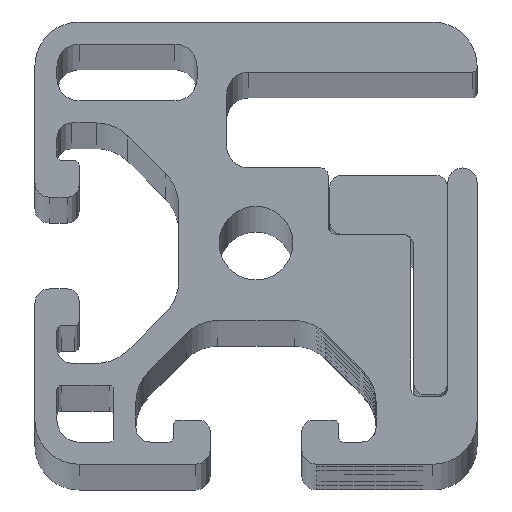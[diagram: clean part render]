
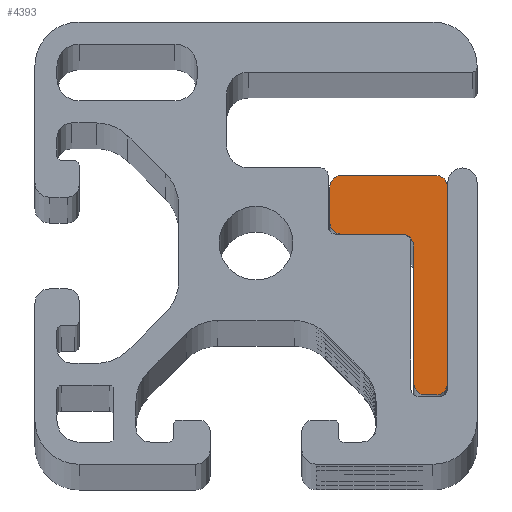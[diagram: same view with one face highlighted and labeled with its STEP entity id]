
A CAD part, top view. The second image highlights one B-rep face of the part: STEP entity #4393.
In plain terms, the highlighted planar face has unit normal (0, 0, 1).
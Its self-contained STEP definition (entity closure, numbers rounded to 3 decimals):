
#461=FACE_OUTER_BOUND('',#680,.T.);
#680=EDGE_LOOP('',(#4078,#4079,#4080,#4081,#4082,#4083,#4084,#4085,#4086,
#4087,#4088,#4089));
#860=CIRCLE('',#4827,0.8);
#862=CIRCLE('',#4831,0.8);
#864=CIRCLE('',#4835,0.8);
#866=CIRCLE('',#4839,0.8);
#868=CIRCLE('',#4843,0.8);
#870=CIRCLE('',#4847,0.8);
#1224=LINE('',#8103,#1599);
#1228=LINE('',#8115,#1603);
#1232=LINE('',#8127,#1607);
#1236=LINE('',#8139,#1611);
#1240=LINE('',#8151,#1615);
#1244=LINE('',#8163,#1619);
#1599=VECTOR('',#5965,10.);
#1603=VECTOR('',#5977,10.);
#1607=VECTOR('',#5989,10.);
#1611=VECTOR('',#6001,10.);
#1615=VECTOR('',#6013,10.);
#1619=VECTOR('',#6025,10.);
#2052=VERTEX_POINT('',#8100);
#2053=VERTEX_POINT('',#8102);
#2055=VERTEX_POINT('',#8108);
#2057=VERTEX_POINT('',#8114);
#2059=VERTEX_POINT('',#8120);
#2061=VERTEX_POINT('',#8126);
#2063=VERTEX_POINT('',#8132);
#2065=VERTEX_POINT('',#8138);
#2067=VERTEX_POINT('',#8144);
#2069=VERTEX_POINT('',#8150);
#2071=VERTEX_POINT('',#8156);
#2073=VERTEX_POINT('',#8162);
#2716=EDGE_CURVE('',#2053,#2052,#1224,.T.);
#2719=EDGE_CURVE('',#2055,#2053,#860,.T.);
#2722=EDGE_CURVE('',#2057,#2055,#1228,.T.);
#2725=EDGE_CURVE('',#2059,#2057,#862,.T.);
#2728=EDGE_CURVE('',#2061,#2059,#1232,.T.);
#2731=EDGE_CURVE('',#2063,#2061,#864,.T.);
#2734=EDGE_CURVE('',#2065,#2063,#1236,.T.);
#2737=EDGE_CURVE('',#2067,#2065,#866,.T.);
#2740=EDGE_CURVE('',#2069,#2067,#1240,.T.);
#2743=EDGE_CURVE('',#2071,#2069,#868,.T.);
#2746=EDGE_CURVE('',#2073,#2071,#1244,.T.);
#2749=EDGE_CURVE('',#2052,#2073,#870,.T.);
#4078=ORIENTED_EDGE('',*,*,#2749,.T.);
#4079=ORIENTED_EDGE('',*,*,#2746,.T.);
#4080=ORIENTED_EDGE('',*,*,#2743,.T.);
#4081=ORIENTED_EDGE('',*,*,#2740,.T.);
#4082=ORIENTED_EDGE('',*,*,#2737,.T.);
#4083=ORIENTED_EDGE('',*,*,#2734,.T.);
#4084=ORIENTED_EDGE('',*,*,#2731,.T.);
#4085=ORIENTED_EDGE('',*,*,#2728,.T.);
#4086=ORIENTED_EDGE('',*,*,#2725,.T.);
#4087=ORIENTED_EDGE('',*,*,#2722,.T.);
#4088=ORIENTED_EDGE('',*,*,#2719,.T.);
#4089=ORIENTED_EDGE('',*,*,#2716,.T.);
#4194=PLANE('',#4848);
#4393=ADVANCED_FACE('',(#461),#4194,.T.);
#4827=AXIS2_PLACEMENT_3D('',#8109,#5971,#5972);
#4831=AXIS2_PLACEMENT_3D('',#8121,#5983,#5984);
#4835=AXIS2_PLACEMENT_3D('',#8133,#5995,#5996);
#4839=AXIS2_PLACEMENT_3D('',#8145,#6007,#6008);
#4843=AXIS2_PLACEMENT_3D('',#8157,#6019,#6020);
#4847=AXIS2_PLACEMENT_3D('',#8167,#6031,#6032);
#4848=AXIS2_PLACEMENT_3D('',#8168,#6033,#6034);
#5965=DIRECTION('',(-1.,0.,0.));
#5971=DIRECTION('center_axis',(0.,0.,1.));
#5972=DIRECTION('ref_axis',(1.,0.,0.));
#5977=DIRECTION('',(0.,1.,0.));
#5983=DIRECTION('center_axis',(0.,0.,1.));
#5984=DIRECTION('ref_axis',(0.,-1.,0.));
#5989=DIRECTION('',(1.,0.,0.));
#5995=DIRECTION('center_axis',(0.,0.,1.));
#5996=DIRECTION('ref_axis',(-1.,0.,0.));
#6001=DIRECTION('',(0.,-1.,0.));
#6007=DIRECTION('center_axis',(0.,0.,-1.));
#6008=DIRECTION('ref_axis',(-1.,0.,0.));
#6013=DIRECTION('',(1.,0.,0.));
#6019=DIRECTION('center_axis',(0.,0.,1.));
#6020=DIRECTION('ref_axis',(-1.,0.,0.));
#6025=DIRECTION('',(0.,-1.,0.));
#6031=DIRECTION('center_axis',(0.,0.,1.));
#6032=DIRECTION('ref_axis',(0.,1.,0.));
#6033=DIRECTION('center_axis',(0.,0.,1.));
#6034=DIRECTION('ref_axis',(1.,0.,0.));
#8100=CARTESIAN_POINT('',(0.,0.,1000.));
#8102=CARTESIAN_POINT('',(6.4,0.,1000.));
#8103=CARTESIAN_POINT('',(6.4,0.,1000.));
#8108=CARTESIAN_POINT('',(7.2,-0.8,1000.));
#8109=CARTESIAN_POINT('Origin',(6.4,-0.8,1000.));
#8114=CARTESIAN_POINT('',(7.2,-14.1,1000.));
#8115=CARTESIAN_POINT('',(7.2,-14.1,1000.));
#8120=CARTESIAN_POINT('',(6.4,-14.9,1000.));
#8121=CARTESIAN_POINT('Origin',(6.4,-14.1,1000.));
#8126=CARTESIAN_POINT('',(5.7,-14.9,1000.));
#8127=CARTESIAN_POINT('',(5.7,-14.9,1000.));
#8132=CARTESIAN_POINT('',(4.9,-14.1,1000.));
#8133=CARTESIAN_POINT('Origin',(5.7,-14.1,1000.));
#8138=CARTESIAN_POINT('',(4.9,-4.8,1000.));
#8139=CARTESIAN_POINT('',(4.9,-4.8,1000.));
#8144=CARTESIAN_POINT('',(4.1,-4.,1000.));
#8145=CARTESIAN_POINT('Origin',(4.1,-4.8,1000.));
#8150=CARTESIAN_POINT('',(0.,-4.,1000.));
#8151=CARTESIAN_POINT('',(0.,-4.,1000.));
#8156=CARTESIAN_POINT('',(-0.8,-3.2,1000.));
#8157=CARTESIAN_POINT('Origin',(0.,-3.2,1000.));
#8162=CARTESIAN_POINT('',(-0.8,-0.8,1000.));
#8163=CARTESIAN_POINT('',(-0.8,-0.8,1000.));
#8167=CARTESIAN_POINT('Origin',(0.,-0.8,1000.));
#8168=CARTESIAN_POINT('Origin',(4.631,-6.074,1000.));
